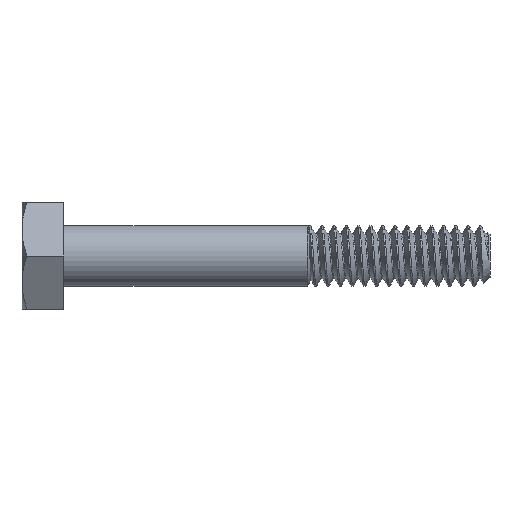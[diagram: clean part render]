
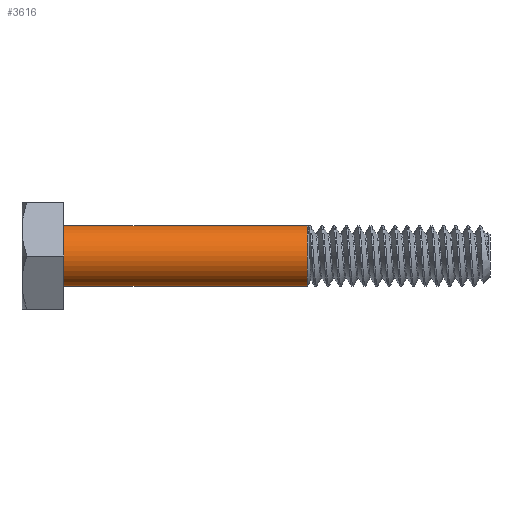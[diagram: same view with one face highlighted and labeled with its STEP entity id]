
A CAD part, front view. The second image highlights one B-rep face of the part: STEP entity #3616.
In plain terms, the highlighted cylindrical face has radius 3.175 mm (diameter 6.35 mm), a partial arc.
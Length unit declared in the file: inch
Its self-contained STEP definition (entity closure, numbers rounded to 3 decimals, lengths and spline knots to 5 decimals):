
#178 = LINE ( 'NONE', #3496, #626 ) ;
#222 = VERTEX_POINT ( 'NONE', #1012 ) ;
#244 = DIRECTION ( 'NONE',  ( 1., 0., 0. ) ) ;
#429 = ORIENTED_EDGE ( 'NONE', *, *, #1461, .F. ) ;
#440 = LINE ( 'NONE', #1442, #4286 ) ;
#626 = VECTOR ( 'NONE', #1161, 39.37008 ) ;
#644 = DIRECTION ( 'NONE',  ( 0., 0., 1. ) ) ;
#697 = CARTESIAN_POINT ( 'NONE',  ( 0.21094, 0., -0.125 ) ) ;
#914 = DIRECTION ( 'NONE',  ( 0., 0., -1. ) ) ;
#952 = ORIENTED_EDGE ( 'NONE', *, *, #2826, .F. ) ;
#992 = EDGE_CURVE ( 'NONE', #2841, #4343, #3240, .T. ) ;
#1001 = CYLINDRICAL_SURFACE ( 'NONE', #1447, 0.125 ) ;
#1012 = CARTESIAN_POINT ( 'NONE',  ( 0.21094, 0., 0.125 ) ) ;
#1026 = DIRECTION ( 'NONE',  ( 1., 0., 0. ) ) ;
#1161 = DIRECTION ( 'NONE',  ( 1., 0., 0. ) ) ;
#1436 = FACE_OUTER_BOUND ( 'NONE', #4671, .T. ) ;
#1442 = CARTESIAN_POINT ( 'NONE',  ( -0.78906, 0., -0.125 ) ) ;
#1447 = AXIS2_PLACEMENT_3D ( 'NONE', #5087, #1907, #4726 ) ;
#1461 = EDGE_CURVE ( 'NONE', #222, #3725, #4493, .T. ) ;
#1867 = CARTESIAN_POINT ( 'NONE',  ( 0.21094, 0., 0. ) ) ;
#1907 = DIRECTION ( 'NONE',  ( 1., 0., 0. ) ) ;
#2070 = ORIENTED_EDGE ( 'NONE', *, *, #2659, .T. ) ;
#2259 = AXIS2_PLACEMENT_3D ( 'NONE', #4323, #244, #644 ) ;
#2659 = EDGE_CURVE ( 'NONE', #4343, #3725, #440, .T. ) ;
#2826 = EDGE_CURVE ( 'NONE', #2841, #222, #178, .T. ) ;
#2841 = VERTEX_POINT ( 'NONE', #4810 ) ;
#2911 = ORIENTED_EDGE ( 'NONE', *, *, #992, .T. ) ;
#3240 = CIRCLE ( 'NONE', #2259, 0.125 ) ;
#3496 = CARTESIAN_POINT ( 'NONE',  ( -0.78906, 0., 0.125 ) ) ;
#3616 = ADVANCED_FACE ( 'NONE', ( #1436 ), #1001, .T. ) ;
#3725 = VERTEX_POINT ( 'NONE', #697 ) ;
#4286 = VECTOR ( 'NONE', #1026, 39.37008 ) ;
#4323 = CARTESIAN_POINT ( 'NONE',  ( -0.78906, 0., 0. ) ) ;
#4343 = VERTEX_POINT ( 'NONE', #5132 ) ;
#4493 = CIRCLE ( 'NONE', #4529, 0.125 ) ;
#4529 = AXIS2_PLACEMENT_3D ( 'NONE', #1867, #4693, #914 ) ;
#4671 = EDGE_LOOP ( 'NONE', ( #952, #2911, #2070, #429 ) ) ;
#4693 = DIRECTION ( 'NONE',  ( 1., 0., 0. ) ) ;
#4726 = DIRECTION ( 'NONE',  ( 0., 0., -1. ) ) ;
#4810 = CARTESIAN_POINT ( 'NONE',  ( -0.78906, 0., 0.125 ) ) ;
#5087 = CARTESIAN_POINT ( 'NONE',  ( -0.78906, 0., 0. ) ) ;
#5132 = CARTESIAN_POINT ( 'NONE',  ( -0.78906, 0., -0.125 ) ) ;
